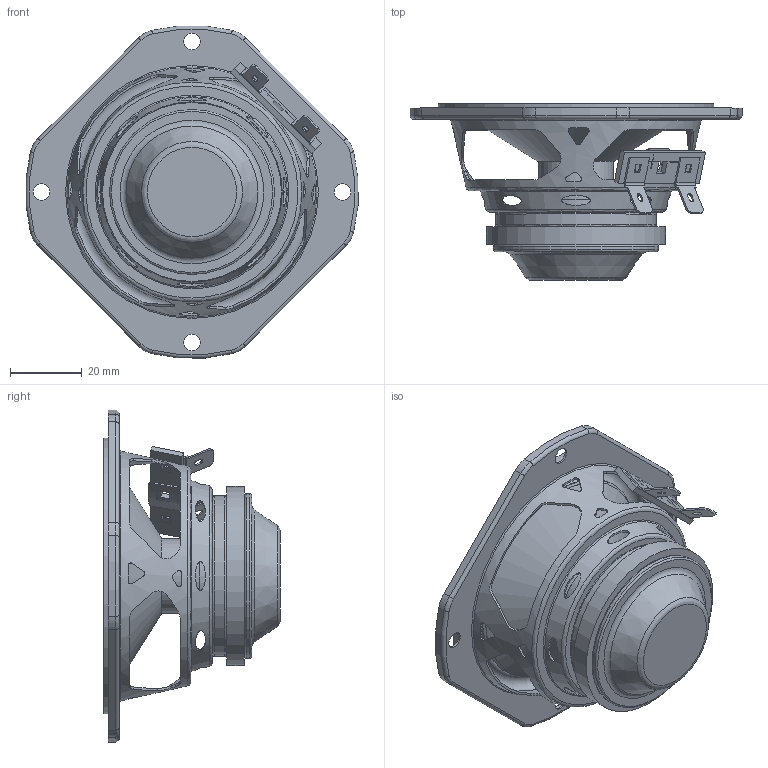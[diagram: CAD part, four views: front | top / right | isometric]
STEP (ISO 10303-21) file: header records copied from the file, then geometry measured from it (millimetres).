
FILE_DESCRIPTION (( 'STEP AP203' ), '1' );
FILE_NAME ('32NFRX8-463A 3D outline drawing 20230407.STEP', '2023-04-07T11:52:33', ( '' ), ( '' ), 'SwSTEP 2.0', 'SolidWorks 2020', '' );
FILE_SCHEMA (( 'CONFIG_CONTROL_DESIGN' ));
Length unit declared in the file: millimetre
Products named in the file (1): 32NFRX8-463A 3D outline drawing 20230407
Bounding box: 92.69 x 49.3 x 92.69 mm (x, y, z)
Surface area: 38241.7 mm2 (no closed solid volume)
Topology: 0 solids, 12 shells, 282 faces, 831 edges, 556 vertices
Faces by surface type: cylinder 112, plane 110, torus 34, bspline 16, cone 9, sphere 1
Full cylindrical faces by diameter (mm): 4.6 x4, 20.75 x1, 21.25 x1, 45 x1, 46 x1, 50 x1, 71.6 x1, 77 x1
Entity records: 12262 total; most frequent: CARTESIAN_POINT 5253, ORIENTED_EDGE 1414, DIRECTION 1300, EDGE_CURVE 762, VERTEX_POINT 538, AXIS2_PLACEMENT_3D 481, EDGE_LOOP 398, VECTOR 338
